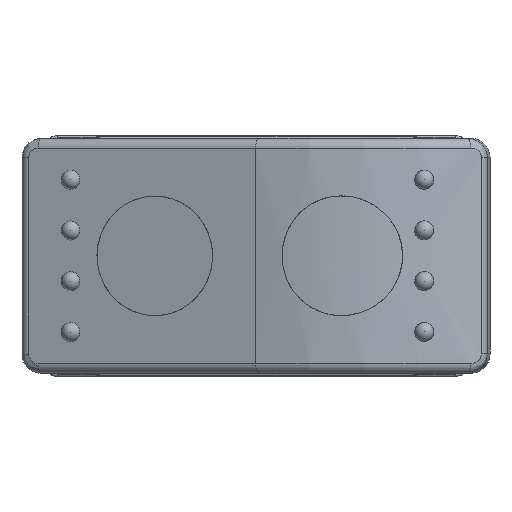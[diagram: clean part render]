
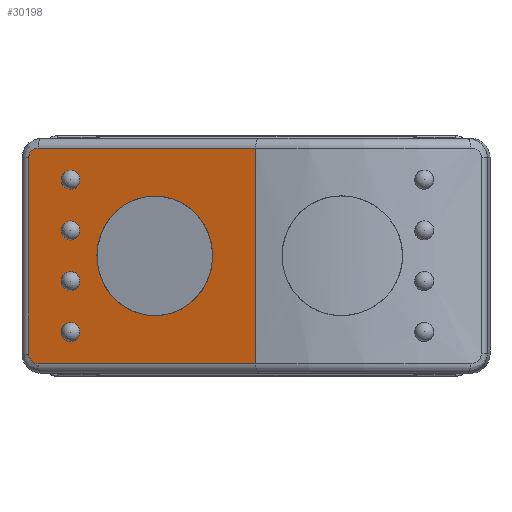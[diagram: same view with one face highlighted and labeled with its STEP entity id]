
A CAD part, top view. The second image highlights one B-rep face of the part: STEP entity #30198.
In plain terms, the highlighted planar face has unit normal (-0.294, 0, 0.956).
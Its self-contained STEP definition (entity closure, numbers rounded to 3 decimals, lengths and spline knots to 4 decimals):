
#474=FACE_BOUND('',#9760,.T.);
#475=FACE_BOUND('',#9761,.T.);
#476=FACE_BOUND('',#9762,.T.);
#477=FACE_BOUND('',#9763,.T.);
#478=FACE_BOUND('',#9764,.T.);
#631=ELLIPSE('',#31892,0.6313,0.625);
#635=ELLIPSE('',#31945,0.101,0.1);
#638=ELLIPSE('',#31953,0.101,0.1);
#1047=LINE('',#43099,#4065);
#1071=LINE('',#43355,#4089);
#1073=LINE('',#43391,#4091);
#1074=LINE('',#43393,#4092);
#4065=VECTOR('',#34312,1.);
#4089=VECTOR('',#34430,1.);
#4091=VECTOR('',#34444,1.);
#4092=VECTOR('',#34447,1.);
#7068=PLANE('',#31982);
#8055=FACE_OUTER_BOUND('',#9759,.T.);
#9759=EDGE_LOOP('',(#20846,#20847,#20848,#20849,#20850,#20851));
#9760=EDGE_LOOP('',(#20852));
#9761=EDGE_LOOP('',(#20853));
#9762=EDGE_LOOP('',(#20854));
#9763=EDGE_LOOP('',(#20855));
#9764=EDGE_LOOP('',(#20856));
#11580=CIRCLE('',#31907,0.1);
#11582=CIRCLE('',#31910,0.1);
#11584=CIRCLE('',#31913,0.1);
#11586=CIRCLE('',#31916,0.1);
#12874=VERTEX_POINT('',#42858);
#12890=VERTEX_POINT('',#43096);
#12891=VERTEX_POINT('',#43098);
#12897=VERTEX_POINT('',#43160);
#12899=VERTEX_POINT('',#43165);
#12901=VERTEX_POINT('',#43170);
#12903=VERTEX_POINT('',#43175);
#12927=VERTEX_POINT('',#43345);
#12928=VERTEX_POINT('',#43347);
#12930=VERTEX_POINT('',#43381);
#12932=VERTEX_POINT('',#43385);
#15942=EDGE_CURVE('',#12874,#12874,#631,.T.);
#15960=EDGE_CURVE('',#12890,#12891,#1047,.T.);
#15967=EDGE_CURVE('',#12897,#12897,#11580,.T.);
#15969=EDGE_CURVE('',#12899,#12899,#11582,.T.);
#15971=EDGE_CURVE('',#12901,#12901,#11584,.T.);
#15973=EDGE_CURVE('',#12903,#12903,#11586,.T.);
#16015=EDGE_CURVE('',#12927,#12928,#635,.T.);
#16019=EDGE_CURVE('',#12891,#12927,#1071,.T.);
#16023=EDGE_CURVE('',#12932,#12930,#638,.T.);
#16025=EDGE_CURVE('',#12930,#12890,#1073,.T.);
#16026=EDGE_CURVE('',#12928,#12932,#1074,.T.);
#20846=ORIENTED_EDGE('',*,*,#16015,.F.);
#20847=ORIENTED_EDGE('',*,*,#16019,.F.);
#20848=ORIENTED_EDGE('',*,*,#15960,.F.);
#20849=ORIENTED_EDGE('',*,*,#16025,.F.);
#20850=ORIENTED_EDGE('',*,*,#16023,.F.);
#20851=ORIENTED_EDGE('',*,*,#16026,.F.);
#20852=ORIENTED_EDGE('',*,*,#15942,.T.);
#20853=ORIENTED_EDGE('',*,*,#15967,.T.);
#20854=ORIENTED_EDGE('',*,*,#15973,.T.);
#20855=ORIENTED_EDGE('',*,*,#15971,.T.);
#20856=ORIENTED_EDGE('',*,*,#15969,.T.);
#30198=ADVANCED_FACE('',(#8055,#474,#475,#476,#477,#478),#7068,.T.);
#31892=AXIS2_PLACEMENT_3D('',#42859,#34288,#34289);
#31907=AXIS2_PLACEMENT_3D('',#43161,#34322,#34323);
#31910=AXIS2_PLACEMENT_3D('',#43166,#34328,#34329);
#31913=AXIS2_PLACEMENT_3D('',#43171,#34334,#34335);
#31916=AXIS2_PLACEMENT_3D('',#43176,#34340,#34341);
#31945=AXIS2_PLACEMENT_3D('',#43348,#34419,#34420);
#31953=AXIS2_PLACEMENT_3D('',#43387,#34437,#34438);
#31982=AXIS2_PLACEMENT_3D('',#43444,#34513,#34514);
#34288=DIRECTION('center_axis',(0.295,0.,-0.956));
#34289=DIRECTION('ref_axis',(0.956,0.,0.295));
#34312=DIRECTION('',(0.,-1.,0.));
#34322=DIRECTION('center_axis',(0.295,0.,-0.956));
#34323=DIRECTION('ref_axis',(-0.956,0.,-0.295));
#34328=DIRECTION('center_axis',(0.295,0.,-0.956));
#34329=DIRECTION('ref_axis',(-0.956,0.,-0.295));
#34334=DIRECTION('center_axis',(0.295,0.,-0.956));
#34335=DIRECTION('ref_axis',(-0.956,0.,-0.295));
#34340=DIRECTION('center_axis',(0.295,0.,-0.956));
#34341=DIRECTION('ref_axis',(-0.956,0.,-0.295));
#34419=DIRECTION('center_axis',(0.295,0.,-0.956));
#34420=DIRECTION('ref_axis',(-0.956,0.,-0.295));
#34430=DIRECTION('',(-0.956,0.,-0.295));
#34437=DIRECTION('center_axis',(0.295,0.,-0.956));
#34438=DIRECTION('ref_axis',(-0.956,0.,-0.295));
#34444=DIRECTION('',(0.956,0.,0.295));
#34447=DIRECTION('',(0.,1.,0.));
#34513=DIRECTION('center_axis',(-0.295,0.,0.956));
#34514=DIRECTION('ref_axis',(0.,-1.,0.));
#42858=CARTESIAN_POINT('',(-1.6641,0.,3.669));
#42859=CARTESIAN_POINT('Origin',(-1.0608,0.,3.855));
#43096=CARTESIAN_POINT('',(-0.0082,1.125,4.1794));
#43098=CARTESIAN_POINT('',(-0.0082,-1.125,4.1794));
#43099=CARTESIAN_POINT('',(-0.0082,0.,4.1794));
#43160=CARTESIAN_POINT('',(-2.034,0.795,3.555));
#43161=CARTESIAN_POINT('Origin',(-1.9385,0.795,3.5844));
#43165=CARTESIAN_POINT('',(-2.034,-0.795,3.555));
#43166=CARTESIAN_POINT('Origin',(-1.9385,-0.795,3.5844));
#43170=CARTESIAN_POINT('',(-2.034,-0.265,3.555));
#43171=CARTESIAN_POINT('Origin',(-1.9385,-0.265,3.5844));
#43175=CARTESIAN_POINT('',(-2.034,0.265,3.555));
#43176=CARTESIAN_POINT('Origin',(-1.9385,0.265,3.5844));
#43345=CARTESIAN_POINT('',(-2.2811,-1.125,3.4788));
#43347=CARTESIAN_POINT('',(-2.3776,-1.025,3.4491));
#43348=CARTESIAN_POINT('Origin',(-2.2811,-1.025,3.4788));
#43355=CARTESIAN_POINT('',(-1.3212,-1.125,3.7747));
#43381=CARTESIAN_POINT('',(-2.2811,1.125,3.4788));
#43385=CARTESIAN_POINT('',(-2.3776,1.025,3.4491));
#43387=CARTESIAN_POINT('Origin',(-2.2811,1.025,3.4788));
#43391=CARTESIAN_POINT('',(-1.3212,1.125,3.7747));
#43393=CARTESIAN_POINT('',(-2.3776,0.,3.4491));
#43444=CARTESIAN_POINT('Origin',(-2.4605,0.,3.4235));
